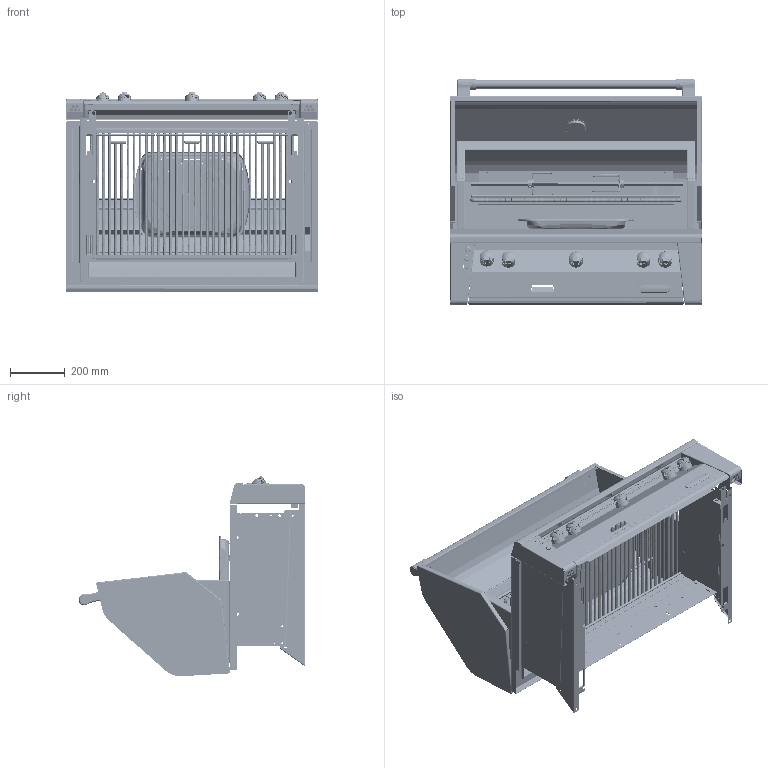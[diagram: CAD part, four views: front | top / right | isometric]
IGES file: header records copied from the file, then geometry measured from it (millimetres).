
Start section: SolidWorks IGES file using analytic representation for surfaces
Global section: file name: ALXE-36SZ.IGS; native system: SolidWorks 2017; preprocessor: SolidWorks 2017; author: jorge; date: 181004.133957; units: inch
Bounding box: 914.4 x 824.77 x 729.79 mm (x, y, z)
Surface area: 5748472.6 mm2 (no closed solid volume)
Topology: 0 solids, 0 shells, 2150 faces, 33764 edges, 33753 vertices
Faces by surface type: revolution 1149, bspline 1001
